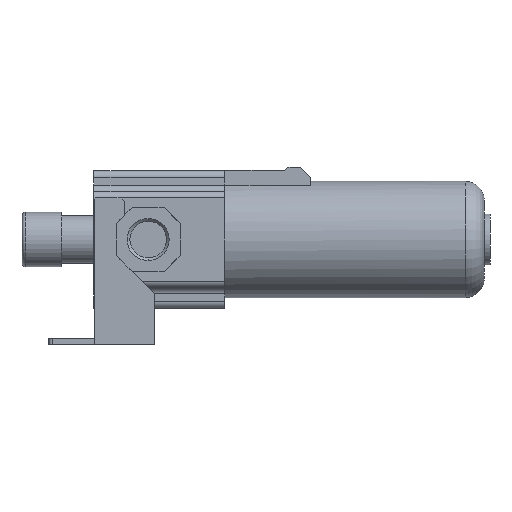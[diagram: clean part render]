
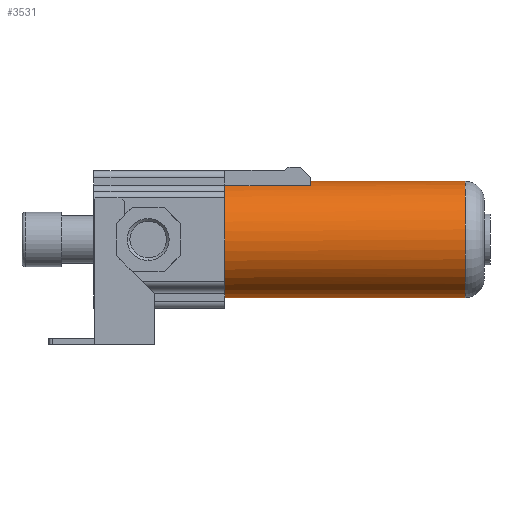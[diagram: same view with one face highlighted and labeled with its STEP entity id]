
A CAD part, left-side view. The second image highlights one B-rep face of the part: STEP entity #3531.
In plain terms, the highlighted cylindrical face has radius 18.2 mm (diameter 36.4 mm), a partial arc.
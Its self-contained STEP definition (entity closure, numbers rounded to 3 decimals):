
#30 = EDGE_LOOP ( 'NONE', ( #713, #227, #2757, #777, #2981, #4081 ) ) ;
#68 = CARTESIAN_POINT ( 'NONE',  ( 0., -99.2, 18.2 ) ) ;
#123 = DIRECTION ( 'NONE',  ( 0., 1., 0. ) ) ;
#204 = CARTESIAN_POINT ( 'NONE',  ( 0., -99.2, 0. ) ) ;
#227 = ORIENTED_EDGE ( 'NONE', *, *, #2806, .F. ) ;
#264 = CIRCLE ( 'NONE', #2730, 18.2 ) ;
#319 = CARTESIAN_POINT ( 'NONE',  ( 0., -50.77, 18.2 ) ) ;
#372 = CARTESIAN_POINT ( 'NONE',  ( 0., -99.2, 18.2 ) ) ;
#469 = AXIS2_PLACEMENT_3D ( 'NONE', #204, #2870, #1589 ) ;
#493 = VERTEX_POINT ( 'NONE', #319 ) ;
#607 = EDGE_CURVE ( 'NONE', #2680, #493, #1730, .T. ) ;
#632 = FACE_OUTER_BOUND ( 'NONE', #30, .T. ) ;
#676 = AXIS2_PLACEMENT_3D ( 'NONE', #4307, #3674, #3699 ) ;
#679 = CIRCLE ( 'NONE', #469, 18.2 ) ;
#713 = ORIENTED_EDGE ( 'NONE', *, *, #1739, .F. ) ;
#734 = VERTEX_POINT ( 'NONE', #3891 ) ;
#777 = ORIENTED_EDGE ( 'NONE', *, *, #3003, .F. ) ;
#817 = CARTESIAN_POINT ( 'NONE',  ( -7.1, -24., 16.758 ) ) ;
#912 = CYLINDRICAL_SURFACE ( 'NONE', #2028, 18.2 ) ;
#964 = VECTOR ( 'NONE', #977, 1000. ) ;
#977 = DIRECTION ( 'NONE',  ( 0., -1., 0. ) ) ;
#987 = VERTEX_POINT ( 'NONE', #817 ) ;
#1097 = VECTOR ( 'NONE', #123, 1000. ) ;
#1417 = CARTESIAN_POINT ( 'NONE',  ( 0., -99.2, -18.2 ) ) ;
#1443 = CIRCLE ( 'NONE', #676, 18.2 ) ;
#1589 = DIRECTION ( 'NONE',  ( 0., 0., -1. ) ) ;
#1678 = CARTESIAN_POINT ( 'NONE',  ( -7.1, -107., 16.758 ) ) ;
#1730 = LINE ( 'NONE', #372, #1097 ) ;
#1739 = EDGE_CURVE ( 'NONE', #1961, #493, #1443, .T. ) ;
#1821 = DIRECTION ( 'NONE',  ( 0., 1., 0. ) ) ;
#1917 = DIRECTION ( 'NONE',  ( 1., 0., 0. ) ) ;
#1961 = VERTEX_POINT ( 'NONE', #3218 ) ;
#1965 = EDGE_CURVE ( 'NONE', #2680, #3572, #679, .T. ) ;
#2028 = AXIS2_PLACEMENT_3D ( 'NONE', #3310, #2601, #1917 ) ;
#2129 = LINE ( 'NONE', #1417, #3145 ) ;
#2250 = CARTESIAN_POINT ( 'NONE',  ( 0., -99.2, -18.2 ) ) ;
#2289 = DIRECTION ( 'NONE',  ( 0., 1., 0. ) ) ;
#2601 = DIRECTION ( 'NONE',  ( 0., 1., 0. ) ) ;
#2680 = VERTEX_POINT ( 'NONE', #68 ) ;
#2730 = AXIS2_PLACEMENT_3D ( 'NONE', #3833, #2289, #4292 ) ;
#2757 = ORIENTED_EDGE ( 'NONE', *, *, #3827, .F. ) ;
#2806 = EDGE_CURVE ( 'NONE', #987, #1961, #3349, .T. ) ;
#2870 = DIRECTION ( 'NONE',  ( 0., -1., 0. ) ) ;
#2981 = ORIENTED_EDGE ( 'NONE', *, *, #1965, .F. ) ;
#3003 = EDGE_CURVE ( 'NONE', #3572, #734, #2129, .T. ) ;
#3145 = VECTOR ( 'NONE', #1821, 1000. ) ;
#3218 = CARTESIAN_POINT ( 'NONE',  ( -7.1, -50.77, 16.758 ) ) ;
#3310 = CARTESIAN_POINT ( 'NONE',  ( 0., -107., 0. ) ) ;
#3349 = LINE ( 'NONE', #1678, #964 ) ;
#3531 = ADVANCED_FACE ( 'NONE', ( #632 ), #912, .T. ) ;
#3572 = VERTEX_POINT ( 'NONE', #2250 ) ;
#3674 = DIRECTION ( 'NONE',  ( 0., 1., 0. ) ) ;
#3699 = DIRECTION ( 'NONE',  ( 0., 0., 1. ) ) ;
#3827 = EDGE_CURVE ( 'NONE', #734, #987, #264, .T. ) ;
#3833 = CARTESIAN_POINT ( 'NONE',  ( 0., -24., 0. ) ) ;
#3891 = CARTESIAN_POINT ( 'NONE',  ( 0., -24., -18.2 ) ) ;
#4081 = ORIENTED_EDGE ( 'NONE', *, *, #607, .T. ) ;
#4292 = DIRECTION ( 'NONE',  ( 0., 0., 1. ) ) ;
#4307 = CARTESIAN_POINT ( 'NONE',  ( 0., -50.77, 0. ) ) ;
